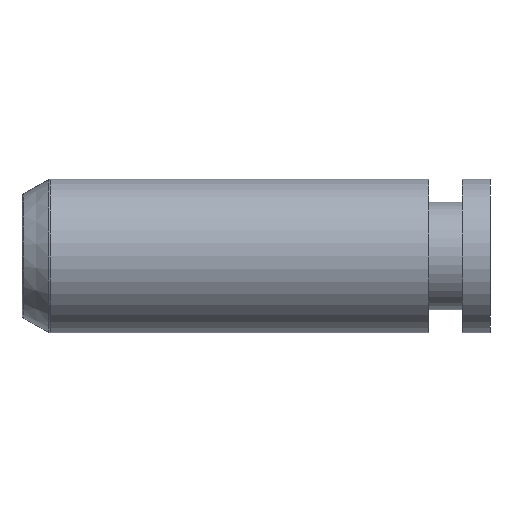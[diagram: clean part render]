
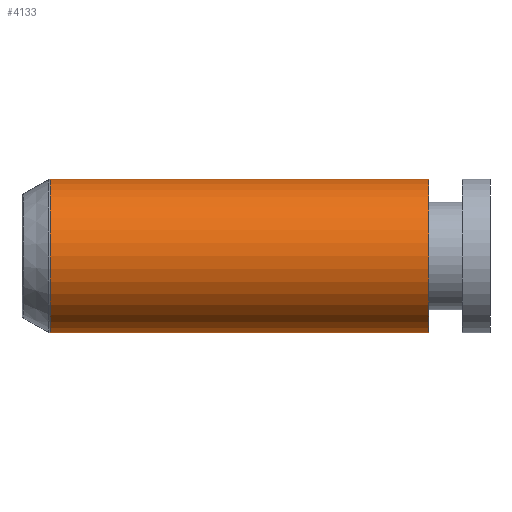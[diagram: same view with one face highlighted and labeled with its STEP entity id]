
A CAD part, left-side view. The second image highlights one B-rep face of the part: STEP entity #4133.
In plain terms, the highlighted cylindrical face has radius 12.5 mm (diameter 25 mm), a partial arc.
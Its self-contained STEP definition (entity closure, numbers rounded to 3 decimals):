
#64 = DIRECTION ( 'NONE',  ( 0., -1., 0. ) ) ;
#162 = CARTESIAN_POINT ( 'NONE',  ( -3.194, -6.314, -12.5 ) ) ;
#174 = DIRECTION ( 'NONE',  ( 0., -1., 0. ) ) ;
#381 = EDGE_LOOP ( 'NONE', ( #1067, #3774, #3922, #1546 ) ) ;
#505 = EDGE_CURVE ( 'NONE', #2740, #3660, #744, .T. ) ;
#667 = CARTESIAN_POINT ( 'NONE',  ( -3.194, 55.257, -12.5 ) ) ;
#744 = LINE ( 'NONE', #4611, #3716 ) ;
#767 = EDGE_CURVE ( 'NONE', #3660, #982, #3451, .T. ) ;
#954 = CARTESIAN_POINT ( 'NONE',  ( -3.194, -6.314, 12.5 ) ) ;
#982 = VERTEX_POINT ( 'NONE', #162 ) ;
#1032 = DIRECTION ( 'NONE',  ( 0., 0., -1. ) ) ;
#1067 = ORIENTED_EDGE ( 'NONE', *, *, #505, .F. ) ;
#1072 = DIRECTION ( 'NONE',  ( 0., -1., 0. ) ) ;
#1546 = ORIENTED_EDGE ( 'NONE', *, *, #767, .F. ) ;
#1639 = CARTESIAN_POINT ( 'NONE',  ( -3.194, -24.861, -12.5 ) ) ;
#1974 = AXIS2_PLACEMENT_3D ( 'NONE', #4154, #174, #3345 ) ;
#2110 = EDGE_CURVE ( 'NONE', #2740, #3768, #4418, .T. ) ;
#2124 = EDGE_CURVE ( 'NONE', #3768, #982, #3547, .T. ) ;
#2426 = CYLINDRICAL_SURFACE ( 'NONE', #1974, 12.5 ) ;
#2469 = DIRECTION ( 'NONE',  ( 0., -1., 0. ) ) ;
#2567 = AXIS2_PLACEMENT_3D ( 'NONE', #3714, #64, #3681 ) ;
#2589 = CARTESIAN_POINT ( 'NONE',  ( -3.194, 55.257, 12.5 ) ) ;
#2605 = VECTOR ( 'NONE', #2469, 1000. ) ;
#2704 = CARTESIAN_POINT ( 'NONE',  ( -3.194, -6.314, 0. ) ) ;
#2740 = VERTEX_POINT ( 'NONE', #2589 ) ;
#2990 = DIRECTION ( 'NONE',  ( 0., -1., 0. ) ) ;
#3345 = DIRECTION ( 'NONE',  ( 0., 0., -1. ) ) ;
#3451 = CIRCLE ( 'NONE', #4246, 12.5 ) ;
#3547 = LINE ( 'NONE', #1639, #2605 ) ;
#3660 = VERTEX_POINT ( 'NONE', #954 ) ;
#3681 = DIRECTION ( 'NONE',  ( 0., 0., -1. ) ) ;
#3714 = CARTESIAN_POINT ( 'NONE',  ( -3.194, 55.257, 0. ) ) ;
#3716 = VECTOR ( 'NONE', #2990, 1000. ) ;
#3768 = VERTEX_POINT ( 'NONE', #667 ) ;
#3774 = ORIENTED_EDGE ( 'NONE', *, *, #2110, .T. ) ;
#3922 = ORIENTED_EDGE ( 'NONE', *, *, #2124, .T. ) ;
#4133 = ADVANCED_FACE ( 'NONE', ( #4191 ), #2426, .T. ) ;
#4154 = CARTESIAN_POINT ( 'NONE',  ( -3.194, -24.861, 0. ) ) ;
#4191 = FACE_OUTER_BOUND ( 'NONE', #381, .T. ) ;
#4246 = AXIS2_PLACEMENT_3D ( 'NONE', #2704, #1072, #1032 ) ;
#4418 = CIRCLE ( 'NONE', #2567, 12.5 ) ;
#4611 = CARTESIAN_POINT ( 'NONE',  ( -3.194, -24.861, 12.5 ) ) ;
